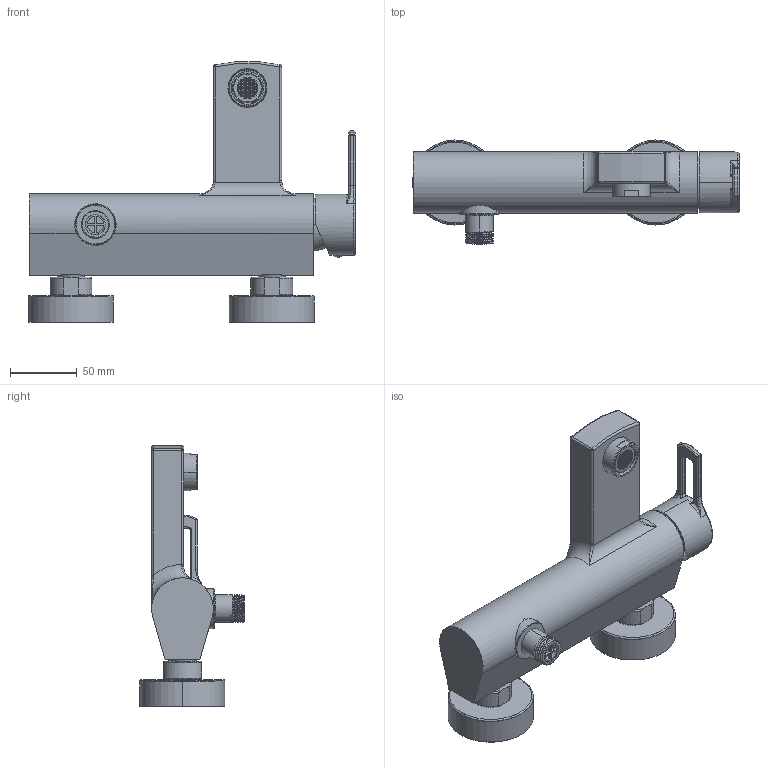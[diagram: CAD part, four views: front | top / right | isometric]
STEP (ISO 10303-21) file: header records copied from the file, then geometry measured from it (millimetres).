
FILE_DESCRIPTION((''),'2;1');
FILE_NAME('RIN022CR','2021-04-28T14:47:39',('ut3'),('PAFFONI SpA'),'CREO PARAMETRIC BY PTC INC, 2020044','CREO PARAMETRIC BY PTC INC, 2020044','');
FILE_SCHEMA(('CONFIG_CONTROL_DESIGN','SHAPE_APPEARANCE_LAYERS_GROUPS'));
Products named in the file (1): RIN022CR
Bounding box: 244.25 x 77.75 x 194.7 mm (x, y, z)
Volume: 343173.7 mm3; surface area: 214546.3 mm2
Topology: 2 solids, 2 shells, 3080 faces, 8608 edges, 5566 vertices
Faces by surface type: plane 2256, cylinder 456, torus 169, cone 125, bspline 40, sphere 34
Entity records: 134210 total; most frequent: CARTESIAN_POINT 30785, ORIENTED_EDGE 17188, DIRECTION 16457, EDGE_CURVE 8594, VERTEX_POINT 5566, VECTOR 5555, LINE 5555, AXIS2_PLACEMENT_3D 5451
